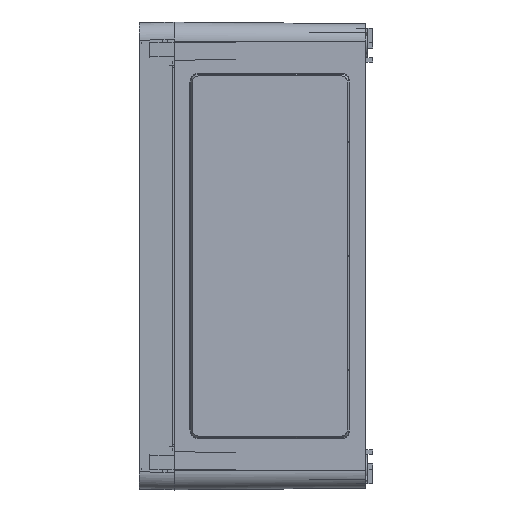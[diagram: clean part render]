
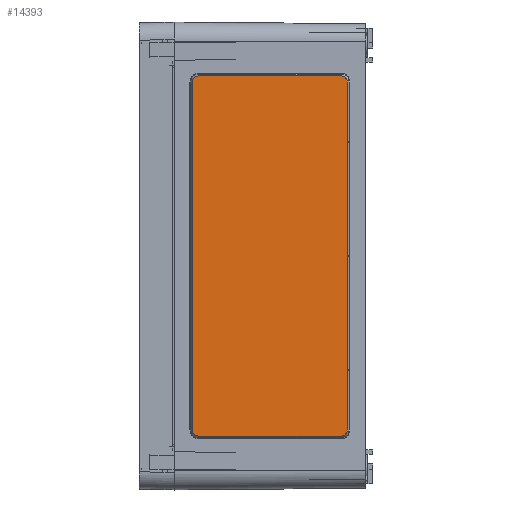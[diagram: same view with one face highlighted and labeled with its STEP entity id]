
A CAD part, left-side view. The second image highlights one B-rep face of the part: STEP entity #14393.
In plain terms, the highlighted planar face has unit normal (-1, -0.009, 0).
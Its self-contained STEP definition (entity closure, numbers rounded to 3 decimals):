
#844 = EDGE_CURVE ( 'NONE', #64584, #9685, #878, .T. ) ;
#850 = DIRECTION ( 'NONE',  ( 1., 0.009, 0. ) ) ;
#878 = LINE ( 'NONE', #11505, #11186 ) ;
#1337 = VERTEX_POINT ( 'NONE', #53322 ) ;
#1689 = EDGE_CURVE ( 'NONE', #9685, #13657, #23719, .T. ) ;
#1993 = DIRECTION ( 'NONE',  ( 1., 0.009, 0. ) ) ;
#2120 = CARTESIAN_POINT ( 'NONE',  ( -269.095, -99.5, -100. ) ) ;
#3505 = EDGE_LOOP ( 'NONE', ( #21317, #32708, #46480, #50053, #9939, #38941, #46519, #33922, #43247 ) ) ;
#4018 = DIRECTION ( 'NONE',  ( 0.009, -1., 0. ) ) ;
#5396 = VERTEX_POINT ( 'NONE', #28275 ) ;
#6790 = VERTEX_POINT ( 'NONE', #27247 ) ;
#6888 = CARTESIAN_POINT ( 'NONE',  ( -269.127, -96.001, -100. ) ) ;
#7882 = LINE ( 'NONE', #12868, #15556 ) ;
#8161 = EDGE_CURVE ( 'NONE', #35396, #64584, #21950, .T. ) ;
#9685 = VERTEX_POINT ( 'NONE', #62143 ) ;
#9939 = ORIENTED_EDGE ( 'NONE', *, *, #57530, .F. ) ;
#10876 = DIRECTION ( 'NONE',  ( 1., 0.009, 0. ) ) ;
#11186 = VECTOR ( 'NONE', #62729, 1000. ) ;
#11505 = CARTESIAN_POINT ( 'NONE',  ( -269.127, -96.001, -103.5 ) ) ;
#11806 = EDGE_CURVE ( 'NONE', #1337, #45657, #24723, .T. ) ;
#12868 = CARTESIAN_POINT ( 'NONE',  ( -269.873, -14.004, 103.5 ) ) ;
#13123 = AXIS2_PLACEMENT_3D ( 'NONE', #39499, #53811, #58795 ) ;
#13144 = VERTEX_POINT ( 'NONE', #55205 ) ;
#13657 = VERTEX_POINT ( 'NONE', #33548 ) ;
#14393 = ADVANCED_FACE ( 'NONE', ( #18677 ), #29302, .T. ) ;
#15090 = VECTOR ( 'NONE', #41324, 1000. ) ;
#15556 = VECTOR ( 'NONE', #58429, 1000. ) ;
#18677 = FACE_OUTER_BOUND ( 'NONE', #3505, .T. ) ;
#21151 = DIRECTION ( 'NONE',  ( 0., 0., 1. ) ) ;
#21317 = ORIENTED_EDGE ( 'NONE', *, *, #844, .F. ) ;
#21950 = CIRCLE ( 'NONE', #42122, 3.5 ) ;
#23719 = CIRCLE ( 'NONE', #13123, 3.5 ) ;
#23729 = DIRECTION ( 'NONE',  ( 0., 0., 1. ) ) ;
#24723 = LINE ( 'NONE', #30363, #15090 ) ;
#26849 = DIRECTION ( 'NONE',  ( 0.009, -1., 0. ) ) ;
#27247 = CARTESIAN_POINT ( 'NONE',  ( -269.873, -14.004, 103.5 ) ) ;
#28275 = CARTESIAN_POINT ( 'NONE',  ( -269.127, -96.001, 103.5 ) ) ;
#29302 = PLANE ( 'NONE',  #49866 ) ;
#30363 = CARTESIAN_POINT ( 'NONE',  ( -269.095, -99.5, 100. ) ) ;
#30888 = EDGE_CURVE ( 'NONE', #45657, #35396, #48369, .T. ) ;
#32708 = ORIENTED_EDGE ( 'NONE', *, *, #8161, .F. ) ;
#32942 = CARTESIAN_POINT ( 'NONE',  ( -269.873, -14.004, 100. ) ) ;
#33548 = CARTESIAN_POINT ( 'NONE',  ( -269.904, -10.505, -100. ) ) ;
#33550 = CIRCLE ( 'NONE', #44145, 3.5 ) ;
#33756 = DIRECTION ( 'NONE',  ( 0., 0., -1. ) ) ;
#33922 = ORIENTED_EDGE ( 'NONE', *, *, #63411, .F. ) ;
#35396 = VERTEX_POINT ( 'NONE', #2120 ) ;
#35770 = CARTESIAN_POINT ( 'NONE',  ( -269.127, -96.001, -103.5 ) ) ;
#37581 = DIRECTION ( 'NONE',  ( -0.009, 1., 0. ) ) ;
#38197 = EDGE_CURVE ( 'NONE', #6790, #5396, #7882, .T. ) ;
#38935 = EDGE_CURVE ( 'NONE', #13144, #6790, #49385, .T. ) ;
#38941 = ORIENTED_EDGE ( 'NONE', *, *, #38197, .F. ) ;
#39499 = CARTESIAN_POINT ( 'NONE',  ( -269.873, -14.004, -100. ) ) ;
#39661 = LINE ( 'NONE', #65289, #65364 ) ;
#41324 = DIRECTION ( 'NONE',  ( 0., 0., -1. ) ) ;
#42122 = AXIS2_PLACEMENT_3D ( 'NONE', #6888, #10876, #26849 ) ;
#43247 = ORIENTED_EDGE ( 'NONE', *, *, #1689, .F. ) ;
#44145 = AXIS2_PLACEMENT_3D ( 'NONE', #46419, #850, #21151 ) ;
#44889 = VECTOR ( 'NONE', #33756, 1000. ) ;
#45657 = VERTEX_POINT ( 'NONE', #59249 ) ;
#46419 = CARTESIAN_POINT ( 'NONE',  ( -269.127, -96.001, 100. ) ) ;
#46480 = ORIENTED_EDGE ( 'NONE', *, *, #30888, .F. ) ;
#46519 = ORIENTED_EDGE ( 'NONE', *, *, #38935, .F. ) ;
#48369 = LINE ( 'NONE', #53050, #44889 ) ;
#49385 = CIRCLE ( 'NONE', #53675, 3.5 ) ;
#49568 = CARTESIAN_POINT ( 'NONE',  ( -270., 0., 134.5 ) ) ;
#49866 = AXIS2_PLACEMENT_3D ( 'NONE', #49568, #59877, #4018 ) ;
#50053 = ORIENTED_EDGE ( 'NONE', *, *, #11806, .F. ) ;
#53050 = CARTESIAN_POINT ( 'NONE',  ( -269.095, -99.5, 0. ) ) ;
#53322 = CARTESIAN_POINT ( 'NONE',  ( -269.095, -99.5, 100. ) ) ;
#53675 = AXIS2_PLACEMENT_3D ( 'NONE', #32942, #1993, #37581 ) ;
#53811 = DIRECTION ( 'NONE',  ( 1., 0.009, 0. ) ) ;
#55205 = CARTESIAN_POINT ( 'NONE',  ( -269.904, -10.505, 100. ) ) ;
#57530 = EDGE_CURVE ( 'NONE', #5396, #1337, #33550, .T. ) ;
#58429 = DIRECTION ( 'NONE',  ( 0.009, -1., 0. ) ) ;
#58795 = DIRECTION ( 'NONE',  ( 0., 0., -1. ) ) ;
#59249 = CARTESIAN_POINT ( 'NONE',  ( -269.095, -99.5, 0. ) ) ;
#59877 = DIRECTION ( 'NONE',  ( -1., -0.009, 0. ) ) ;
#62143 = CARTESIAN_POINT ( 'NONE',  ( -269.873, -14.004, -103.5 ) ) ;
#62729 = DIRECTION ( 'NONE',  ( -0.009, 1., 0. ) ) ;
#63411 = EDGE_CURVE ( 'NONE', #13657, #13144, #39661, .T. ) ;
#64584 = VERTEX_POINT ( 'NONE', #35770 ) ;
#65289 = CARTESIAN_POINT ( 'NONE',  ( -269.904, -10.505, -100. ) ) ;
#65364 = VECTOR ( 'NONE', #23729, 1000. ) ;
